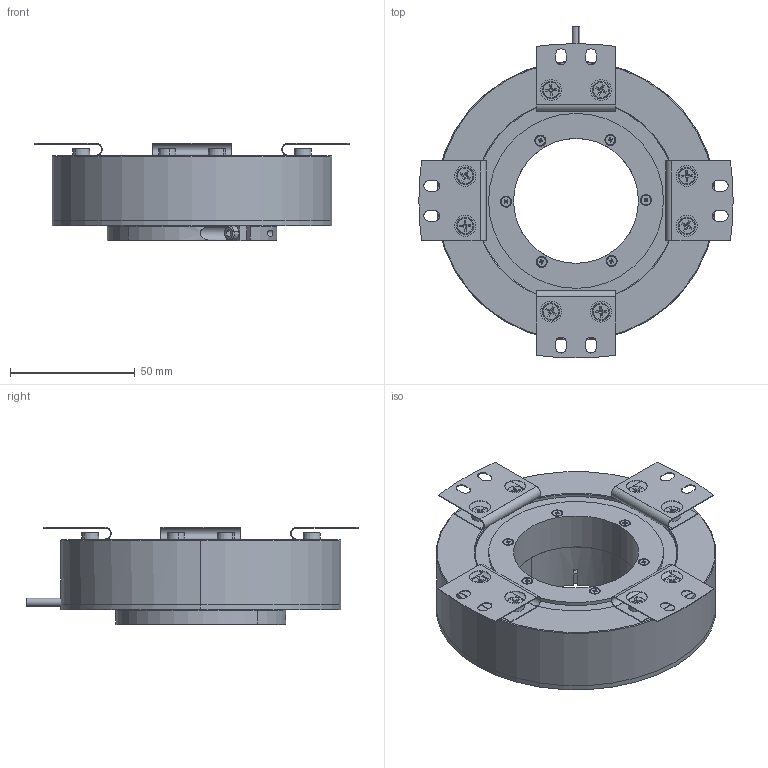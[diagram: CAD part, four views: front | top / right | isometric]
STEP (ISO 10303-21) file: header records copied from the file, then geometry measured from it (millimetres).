
FILE_DESCRIPTION (( 'STEP AP214' ), '1' );
FILE_NAME ('CAB112 20230927.STEP', '2023-09-28T04:23:36', ( '' ), ( '' ), 'SwSTEP 2.0', 'SolidWorks 2018', '' );
FILE_SCHEMA (( 'AUTOMOTIVE_DESIGN' ));
Length unit declared in the file: millimetre
Products named in the file (1): CAB112 20230927
Bounding box: 125.72 x 132.86 x 39 mm (x, y, z)
Volume: 229274.8 mm3; surface area: 66426.8 mm2
Topology: 9 solids, 15 shells, 1096 faces, 2420 edges, 1396 vertices
Faces by surface type: plane 736, cylinder 228, cone 98, torus 34
Entity records: 42354 total; most frequent: CARTESIAN_POINT 7086, ORIENTED_EDGE 4840, DIRECTION 4601, EDGE_CURVE 2420, AXIS2_PLACEMENT_3D 1757, VERTEX_POINT 1396, EDGE_LOOP 1222, UNCERTAINTY_MEASURE_WITH_UNIT 1098
